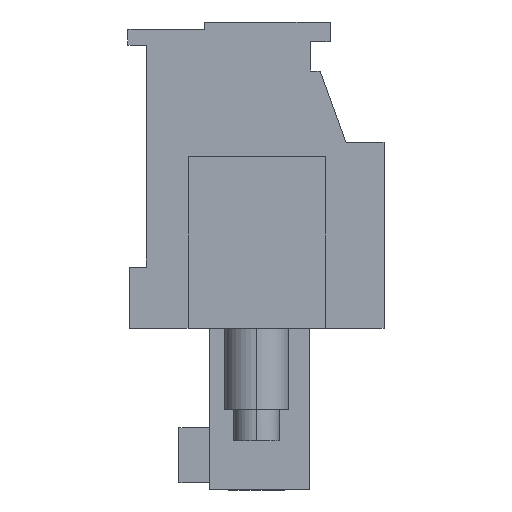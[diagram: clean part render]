
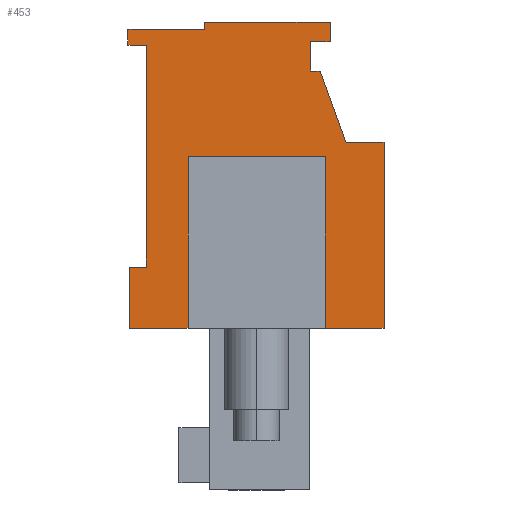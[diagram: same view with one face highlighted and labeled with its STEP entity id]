
A CAD part, left-side view. The second image highlights one B-rep face of the part: STEP entity #453.
In plain terms, the highlighted planar face has unit normal (-1, 0, 0).
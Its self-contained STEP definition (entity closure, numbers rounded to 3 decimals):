
#305=AXIS2_PLACEMENT_3D('Plane Axis2P3D',#302,#303,#304) ;
#42=CARTESIAN_POINT('Vertex',(4.8,3.,18.3)) ;
#45=CARTESIAN_POINT('Line Origine',(4.8,3.,17.7)) ;
#49=CARTESIAN_POINT('Vertex',(4.8,3.,17.1)) ;
#76=CARTESIAN_POINT('Line Origine',(4.8,2.6,18.3)) ;
#80=CARTESIAN_POINT('Vertex',(4.8,2.2,18.3)) ;
#302=CARTESIAN_POINT('Axis2P3D Location',(4.8,5.2,6.6)) ;
#307=CARTESIAN_POINT('Line Origine',(4.8,1.2,6.6)) ;
#311=CARTESIAN_POINT('Vertex',(4.8,0.,6.6)) ;
#313=CARTESIAN_POINT('Vertex',(4.8,2.4,6.6)) ;
#316=CARTESIAN_POINT('Line Origine',(4.8,0.,10.4)) ;
#320=CARTESIAN_POINT('Vertex',(4.8,0.,14.2)) ;
#323=CARTESIAN_POINT('Line Origine',(4.8,0.775,14.2)) ;
#327=CARTESIAN_POINT('Vertex',(4.8,1.55,14.2)) ;
#330=CARTESIAN_POINT('Line Origine',(4.8,2.078,15.65)) ;
#334=CARTESIAN_POINT('Vertex',(4.8,2.606,17.1)) ;
#337=CARTESIAN_POINT('Line Origine',(4.8,2.803,17.1)) ;
#342=CARTESIAN_POINT('Line Origine',(4.8,2.2,18.7)) ;
#346=CARTESIAN_POINT('Vertex',(4.8,2.2,19.1)) ;
#349=CARTESIAN_POINT('Line Origine',(4.8,4.76,19.1)) ;
#353=CARTESIAN_POINT('Vertex',(4.8,7.32,19.1)) ;
#356=CARTESIAN_POINT('Line Origine',(4.8,7.32,18.95)) ;
#360=CARTESIAN_POINT('Vertex',(4.8,7.32,18.8)) ;
#363=CARTESIAN_POINT('Line Origine',(4.8,8.885,18.8)) ;
#367=CARTESIAN_POINT('Vertex',(4.8,10.45,18.8)) ;
#370=CARTESIAN_POINT('Line Origine',(4.8,10.45,18.475)) ;
#374=CARTESIAN_POINT('Vertex',(4.8,10.45,18.15)) ;
#377=CARTESIAN_POINT('Line Origine',(4.8,10.075,18.15)) ;
#381=CARTESIAN_POINT('Vertex',(4.8,9.7,18.15)) ;
#384=CARTESIAN_POINT('Line Origine',(4.8,9.7,13.625)) ;
#388=CARTESIAN_POINT('Vertex',(4.8,9.7,9.1)) ;
#391=CARTESIAN_POINT('Line Origine',(4.8,10.05,9.1)) ;
#395=CARTESIAN_POINT('Vertex',(4.8,10.4,9.1)) ;
#398=CARTESIAN_POINT('Line Origine',(4.8,10.4,7.85)) ;
#402=CARTESIAN_POINT('Vertex',(4.8,10.4,6.6)) ;
#405=CARTESIAN_POINT('Line Origine',(4.8,9.2,6.6)) ;
#409=CARTESIAN_POINT('Vertex',(4.8,8.,6.6)) ;
#412=CARTESIAN_POINT('Line Origine',(4.8,8.,10.1)) ;
#416=CARTESIAN_POINT('Vertex',(4.8,8.,13.6)) ;
#419=CARTESIAN_POINT('Line Origine',(4.8,5.2,13.6)) ;
#423=CARTESIAN_POINT('Vertex',(4.8,2.4,13.6)) ;
#426=CARTESIAN_POINT('Line Origine',(4.8,2.4,10.1)) ;
#46=DIRECTION('Vector Direction',(0.,0.,1.)) ;
#77=DIRECTION('Vector Direction',(0.,1.,0.)) ;
#303=DIRECTION('Axis2P3D Direction',(-1.,0.,0.)) ;
#304=DIRECTION('Axis2P3D XDirection',(0.,-1.,0.)) ;
#308=DIRECTION('Vector Direction',(0.,1.,0.)) ;
#317=DIRECTION('Vector Direction',(0.,0.,-1.)) ;
#324=DIRECTION('Vector Direction',(0.,1.,0.)) ;
#331=DIRECTION('Vector Direction',(0.,0.342,0.94)) ;
#338=DIRECTION('Vector Direction',(0.,1.,0.)) ;
#343=DIRECTION('Vector Direction',(0.,0.,1.)) ;
#350=DIRECTION('Vector Direction',(0.,1.,0.)) ;
#357=DIRECTION('Vector Direction',(0.,0.,1.)) ;
#364=DIRECTION('Vector Direction',(0.,1.,0.)) ;
#371=DIRECTION('Vector Direction',(0.,0.,-1.)) ;
#378=DIRECTION('Vector Direction',(0.,-1.,0.)) ;
#385=DIRECTION('Vector Direction',(0.,0.,-1.)) ;
#392=DIRECTION('Vector Direction',(0.,-1.,0.)) ;
#399=DIRECTION('Vector Direction',(0.,0.,1.)) ;
#406=DIRECTION('Vector Direction',(0.,1.,0.)) ;
#413=DIRECTION('Vector Direction',(0.,0.,-1.)) ;
#420=DIRECTION('Vector Direction',(0.,-1.,0.)) ;
#427=DIRECTION('Vector Direction',(0.,0.,-1.)) ;
#47=VECTOR('Line Direction',#46,1.) ;
#78=VECTOR('Line Direction',#77,1.) ;
#309=VECTOR('Line Direction',#308,1.) ;
#318=VECTOR('Line Direction',#317,1.) ;
#325=VECTOR('Line Direction',#324,1.) ;
#332=VECTOR('Line Direction',#331,1.) ;
#339=VECTOR('Line Direction',#338,1.) ;
#344=VECTOR('Line Direction',#343,1.) ;
#351=VECTOR('Line Direction',#350,1.) ;
#358=VECTOR('Line Direction',#357,1.) ;
#365=VECTOR('Line Direction',#364,1.) ;
#372=VECTOR('Line Direction',#371,1.) ;
#379=VECTOR('Line Direction',#378,1.) ;
#386=VECTOR('Line Direction',#385,1.) ;
#393=VECTOR('Line Direction',#392,1.) ;
#400=VECTOR('Line Direction',#399,1.) ;
#407=VECTOR('Line Direction',#406,1.) ;
#414=VECTOR('Line Direction',#413,1.) ;
#421=VECTOR('Line Direction',#420,1.) ;
#428=VECTOR('Line Direction',#427,1.) ;
#432=ORIENTED_EDGE('',*,*,#315,.F.) ;
#433=ORIENTED_EDGE('',*,*,#322,.F.) ;
#434=ORIENTED_EDGE('',*,*,#329,.T.) ;
#435=ORIENTED_EDGE('',*,*,#336,.T.) ;
#436=ORIENTED_EDGE('',*,*,#341,.T.) ;
#437=ORIENTED_EDGE('',*,*,#51,.T.) ;
#438=ORIENTED_EDGE('',*,*,#82,.F.) ;
#439=ORIENTED_EDGE('',*,*,#348,.T.) ;
#440=ORIENTED_EDGE('',*,*,#355,.T.) ;
#441=ORIENTED_EDGE('',*,*,#362,.F.) ;
#442=ORIENTED_EDGE('',*,*,#369,.T.) ;
#443=ORIENTED_EDGE('',*,*,#376,.T.) ;
#444=ORIENTED_EDGE('',*,*,#383,.T.) ;
#445=ORIENTED_EDGE('',*,*,#390,.T.) ;
#446=ORIENTED_EDGE('',*,*,#397,.F.) ;
#447=ORIENTED_EDGE('',*,*,#404,.F.) ;
#448=ORIENTED_EDGE('',*,*,#411,.F.) ;
#449=ORIENTED_EDGE('',*,*,#418,.F.) ;
#450=ORIENTED_EDGE('',*,*,#425,.T.) ;
#451=ORIENTED_EDGE('',*,*,#430,.T.) ;
#453=ADVANCED_FACE('HOUSING',(#452),#306,.T.) ;
#51=EDGE_CURVE('',#50,#43,#48,.T.) ;
#82=EDGE_CURVE('',#81,#43,#79,.T.) ;
#315=EDGE_CURVE('',#312,#314,#310,.T.) ;
#322=EDGE_CURVE('',#321,#312,#319,.T.) ;
#329=EDGE_CURVE('',#321,#328,#326,.T.) ;
#336=EDGE_CURVE('',#328,#335,#333,.T.) ;
#341=EDGE_CURVE('',#335,#50,#340,.T.) ;
#348=EDGE_CURVE('',#81,#347,#345,.T.) ;
#355=EDGE_CURVE('',#347,#354,#352,.T.) ;
#362=EDGE_CURVE('',#361,#354,#359,.T.) ;
#369=EDGE_CURVE('',#361,#368,#366,.T.) ;
#376=EDGE_CURVE('',#368,#375,#373,.T.) ;
#383=EDGE_CURVE('',#375,#382,#380,.T.) ;
#390=EDGE_CURVE('',#382,#389,#387,.T.) ;
#397=EDGE_CURVE('',#396,#389,#394,.T.) ;
#404=EDGE_CURVE('',#403,#396,#401,.T.) ;
#411=EDGE_CURVE('',#410,#403,#408,.T.) ;
#418=EDGE_CURVE('',#417,#410,#415,.T.) ;
#425=EDGE_CURVE('',#417,#424,#422,.T.) ;
#430=EDGE_CURVE('',#424,#314,#429,.T.) ;
#431=EDGE_LOOP('',(#432,#433,#434,#435,#436,#437,#438,#439,#440,#441,#442,#443,#444,#445,#446,#447,#448,#449,#450,#451)) ;
#452=FACE_OUTER_BOUND('',#431,.T.) ;
#48=LINE('Line',#45,#47) ;
#79=LINE('Line',#76,#78) ;
#310=LINE('Line',#307,#309) ;
#319=LINE('Line',#316,#318) ;
#326=LINE('Line',#323,#325) ;
#333=LINE('Line',#330,#332) ;
#340=LINE('Line',#337,#339) ;
#345=LINE('Line',#342,#344) ;
#352=LINE('Line',#349,#351) ;
#359=LINE('Line',#356,#358) ;
#366=LINE('Line',#363,#365) ;
#373=LINE('Line',#370,#372) ;
#380=LINE('Line',#377,#379) ;
#387=LINE('Line',#384,#386) ;
#394=LINE('Line',#391,#393) ;
#401=LINE('Line',#398,#400) ;
#408=LINE('Line',#405,#407) ;
#415=LINE('Line',#412,#414) ;
#422=LINE('Line',#419,#421) ;
#429=LINE('Line',#426,#428) ;
#306=PLANE('',#305) ;
#43=VERTEX_POINT('',#42) ;
#50=VERTEX_POINT('',#49) ;
#81=VERTEX_POINT('',#80) ;
#312=VERTEX_POINT('',#311) ;
#314=VERTEX_POINT('',#313) ;
#321=VERTEX_POINT('',#320) ;
#328=VERTEX_POINT('',#327) ;
#335=VERTEX_POINT('',#334) ;
#347=VERTEX_POINT('',#346) ;
#354=VERTEX_POINT('',#353) ;
#361=VERTEX_POINT('',#360) ;
#368=VERTEX_POINT('',#367) ;
#375=VERTEX_POINT('',#374) ;
#382=VERTEX_POINT('',#381) ;
#389=VERTEX_POINT('',#388) ;
#396=VERTEX_POINT('',#395) ;
#403=VERTEX_POINT('',#402) ;
#410=VERTEX_POINT('',#409) ;
#417=VERTEX_POINT('',#416) ;
#424=VERTEX_POINT('',#423) ;
